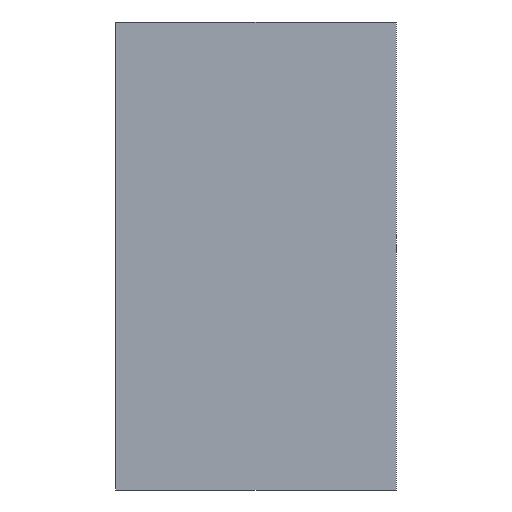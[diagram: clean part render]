
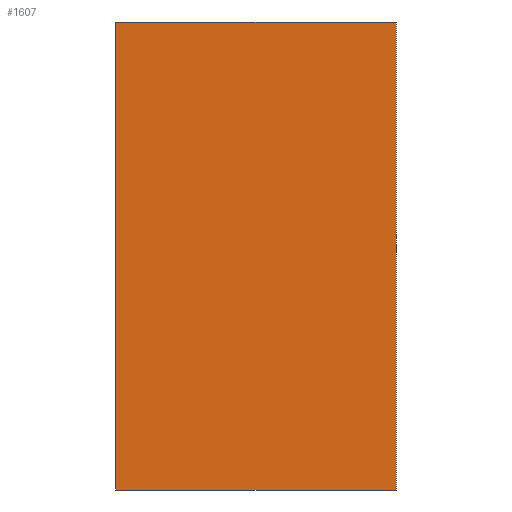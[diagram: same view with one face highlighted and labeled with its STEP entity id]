
A CAD part, front view. The second image highlights one B-rep face of the part: STEP entity #1607.
In plain terms, the highlighted planar face has unit normal (0, -1, 0).
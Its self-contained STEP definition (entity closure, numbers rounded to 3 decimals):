
#69 = ORIENTED_EDGE ( 'NONE', *, *, #2823, .F. ) ;
#112 = DIRECTION ( 'NONE',  ( 0., 0., -1. ) ) ;
#193 = CARTESIAN_POINT ( 'NONE',  ( 0., 0., 0. ) ) ;
#334 = LINE ( 'NONE', #937, #1686 ) ;
#416 = CARTESIAN_POINT ( 'NONE',  ( 1.5, 0., -2.5 ) ) ;
#436 = CARTESIAN_POINT ( 'NONE',  ( 1.5, 0., 2.5 ) ) ;
#774 = EDGE_LOOP ( 'NONE', ( #956, #69, #1827, #1912 ) ) ;
#937 = CARTESIAN_POINT ( 'NONE',  ( -1.5, 0., 2.5 ) ) ;
#956 = ORIENTED_EDGE ( 'NONE', *, *, #1446, .F. ) ;
#1051 = FACE_OUTER_BOUND ( 'NONE', #774, .T. ) ;
#1072 = AXIS2_PLACEMENT_3D ( 'NONE', #193, #3380, #3086 ) ;
#1098 = VERTEX_POINT ( 'NONE', #2344 ) ;
#1351 = CARTESIAN_POINT ( 'NONE',  ( 1.5, 0., 2.5 ) ) ;
#1408 = VECTOR ( 'NONE', #112, 1000. ) ;
#1446 = EDGE_CURVE ( 'NONE', #2753, #3760, #334, .T. ) ;
#1607 = ADVANCED_FACE ( 'NONE', ( #1051 ), #2809, .F. ) ;
#1686 = VECTOR ( 'NONE', #1844, 1000. ) ;
#1825 = LINE ( 'NONE', #1351, #2516 ) ;
#1827 = ORIENTED_EDGE ( 'NONE', *, *, #3745, .F. ) ;
#1844 = DIRECTION ( 'NONE',  ( 0., 0., 1. ) ) ;
#1912 = ORIENTED_EDGE ( 'NONE', *, *, #3154, .F. ) ;
#2027 = CARTESIAN_POINT ( 'NONE',  ( 1.5, 0., -2.5 ) ) ;
#2070 = VERTEX_POINT ( 'NONE', #416 ) ;
#2137 = CARTESIAN_POINT ( 'NONE',  ( -1.5, 0., -2.5 ) ) ;
#2344 = CARTESIAN_POINT ( 'NONE',  ( 1.5, 0., 2.5 ) ) ;
#2345 = DIRECTION ( 'NONE',  ( -1., 0., 0. ) ) ;
#2516 = VECTOR ( 'NONE', #2545, 1000. ) ;
#2545 = DIRECTION ( 'NONE',  ( 1., 0., 0. ) ) ;
#2741 = LINE ( 'NONE', #2027, #3054 ) ;
#2753 = VERTEX_POINT ( 'NONE', #2137 ) ;
#2809 = PLANE ( 'NONE',  #1072 ) ;
#2823 = EDGE_CURVE ( 'NONE', #2070, #2753, #2741, .T. ) ;
#3054 = VECTOR ( 'NONE', #2345, 1000. ) ;
#3086 = DIRECTION ( 'NONE',  ( 0., 0., 1. ) ) ;
#3154 = EDGE_CURVE ( 'NONE', #3760, #1098, #1825, .T. ) ;
#3257 = LINE ( 'NONE', #436, #1408 ) ;
#3380 = DIRECTION ( 'NONE',  ( 0., 1., 0. ) ) ;
#3613 = CARTESIAN_POINT ( 'NONE',  ( -1.5, 0., 2.5 ) ) ;
#3745 = EDGE_CURVE ( 'NONE', #1098, #2070, #3257, .T. ) ;
#3760 = VERTEX_POINT ( 'NONE', #3613 ) ;
